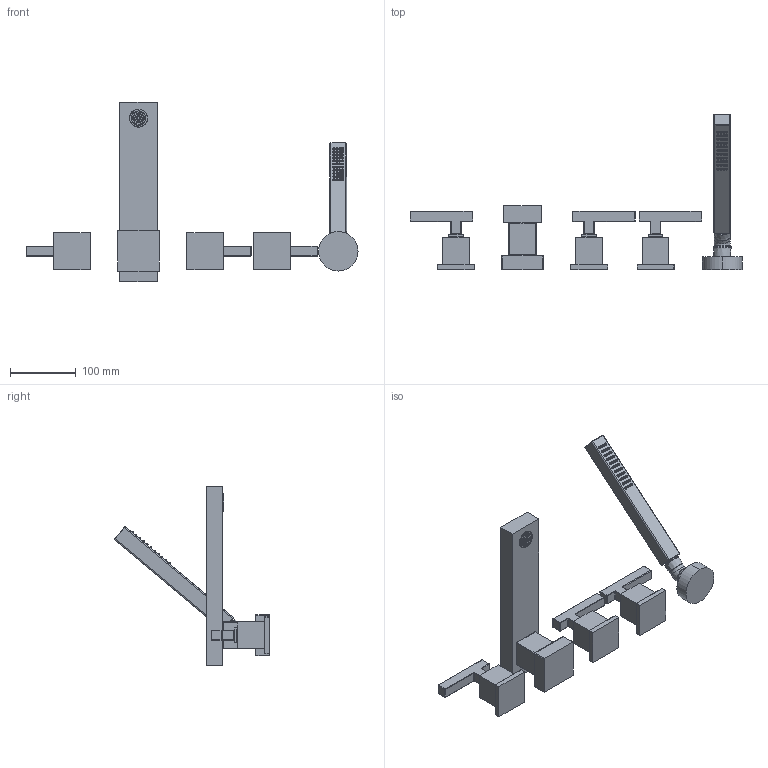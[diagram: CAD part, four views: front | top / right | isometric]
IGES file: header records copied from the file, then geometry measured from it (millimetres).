
Start section:  PTC IGES file: 3-2027.igs
Global section: file name: 3-2027.igs; native system: Creo Parametric by PTC Inc.; preprocessor: 2018400; author: jinson.thomas; organization: Unknown; date: 20210318.114522; units: inch
Bounding box: 506.67 x 236.68 x 273.56 mm (x, y, z)
Volume: 1163711.3 mm3; surface area: 173651.3 mm2
Topology: 5 solids, 5 shells, 1161 faces, 2532 edges, 1512 vertices
Faces by surface type: revolution 665, bspline 496
